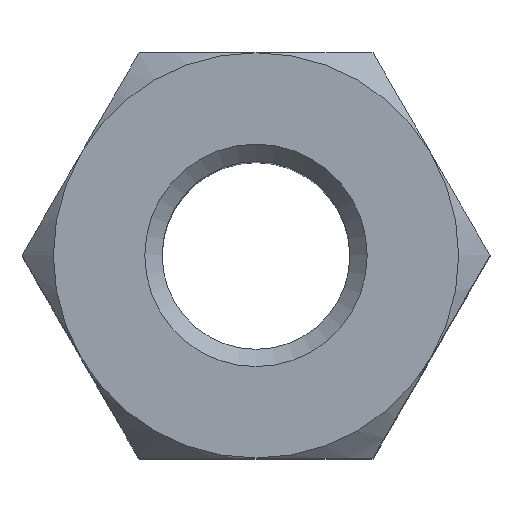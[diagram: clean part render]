
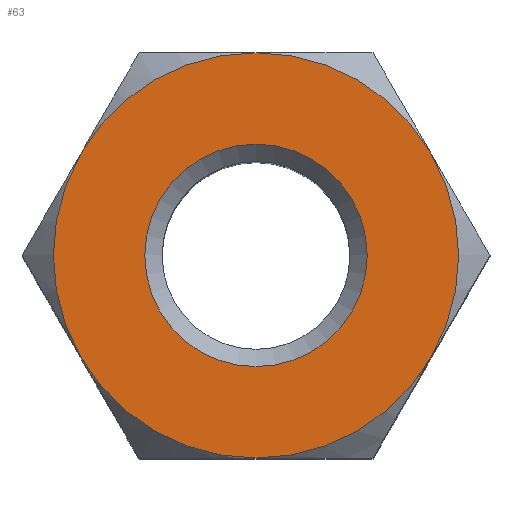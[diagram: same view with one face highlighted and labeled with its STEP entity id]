
A CAD part, top view. The second image highlights one B-rep face of the part: STEP entity #63.
In plain terms, the highlighted planar face has unit normal (0, 0, 1).
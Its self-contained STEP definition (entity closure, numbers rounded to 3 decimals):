
#63 = ADVANCED_FACE( '', ( #137, #138 ), #139, .F. );
#137 = FACE_BOUND( '', #218, .T. );
#138 = FACE_OUTER_BOUND( '', #219, .T. );
#139 = PLANE( '', #220 );
#218 = EDGE_LOOP( '', ( #328 ) );
#219 = EDGE_LOOP( '', ( #329, #330, #331, #332, #333, #334 ) );
#220 = AXIS2_PLACEMENT_3D( '', #335, #336, #337 );
#328 = ORIENTED_EDGE( '', *, *, #459, .T. );
#329 = ORIENTED_EDGE( '', *, *, #481, .T. );
#330 = ORIENTED_EDGE( '', *, *, #451, .T. );
#331 = ORIENTED_EDGE( '', *, *, #455, .T. );
#332 = ORIENTED_EDGE( '', *, *, #482, .T. );
#333 = ORIENTED_EDGE( '', *, *, #483, .T. );
#334 = ORIENTED_EDGE( '', *, *, #484, .T. );
#335 = CARTESIAN_POINT( '', ( 0., 0., 6. ) );
#336 = DIRECTION( '', ( 0., 0., -1. ) );
#337 = DIRECTION( '', ( -1., 0., 0. ) );
#451 = EDGE_CURVE( '', #522, #519, #523, .F. );
#455 = EDGE_CURVE( '', #519, #526, #529, .F. );
#459 = EDGE_CURVE( '', #534, #534, #535, .T. );
#481 = EDGE_CURVE( '', #569, #522, #570, .F. );
#482 = EDGE_CURVE( '', #526, #547, #571, .F. );
#483 = EDGE_CURVE( '', #547, #572, #573, .F. );
#484 = EDGE_CURVE( '', #572, #569, #574, .T. );
#519 = VERTEX_POINT( '', #616 );
#522 = VERTEX_POINT( '', #626 );
#523 = CIRCLE( '', #627, 3.5 );
#526 = VERTEX_POINT( '', #637 );
#529 = CIRCLE( '', #645, 3.5 );
#534 = VERTEX_POINT( '', #657 );
#535 = CIRCLE( '', #658, 1.921 );
#547 = VERTEX_POINT( '', #678 );
#569 = VERTEX_POINT( '', #753 );
#570 = CIRCLE( '', #754, 3.5 );
#571 = CIRCLE( '', #755, 3.5 );
#572 = VERTEX_POINT( '', #756 );
#573 = CIRCLE( '', #757, 3.5 );
#574 = CIRCLE( '', #758, 3.5 );
#616 = CARTESIAN_POINT( '', ( 0., -3.5, 6. ) );
#626 = CARTESIAN_POINT( '', ( -3.031, -1.75, 6. ) );
#627 = AXIS2_PLACEMENT_3D( '', #870, #871, #872 );
#637 = CARTESIAN_POINT( '', ( 3.031, -1.75, 6. ) );
#645 = AXIS2_PLACEMENT_3D( '', #873, #874, #875 );
#657 = CARTESIAN_POINT( '', ( 0., 1.921, 6. ) );
#658 = AXIS2_PLACEMENT_3D( '', #879, #880, #881 );
#678 = CARTESIAN_POINT( '', ( 3.031, 1.75, 6. ) );
#753 = CARTESIAN_POINT( '', ( -3.031, 1.75, 6. ) );
#754 = AXIS2_PLACEMENT_3D( '', #892, #893, #894 );
#755 = AXIS2_PLACEMENT_3D( '', #895, #896, #897 );
#756 = CARTESIAN_POINT( '', ( 0., 3.5, 6. ) );
#757 = AXIS2_PLACEMENT_3D( '', #898, #899, #900 );
#758 = AXIS2_PLACEMENT_3D( '', #901, #902, #903 );
#870 = CARTESIAN_POINT( '', ( 0., 0., 6. ) );
#871 = DIRECTION( '', ( 0., 0., -1. ) );
#872 = DIRECTION( '', ( -1., 0., 0. ) );
#873 = CARTESIAN_POINT( '', ( 0., 0., 6. ) );
#874 = DIRECTION( '', ( 0., 0., -1. ) );
#875 = DIRECTION( '', ( -1., 0., 0. ) );
#879 = CARTESIAN_POINT( '', ( 0., 0., 6. ) );
#880 = DIRECTION( '', ( 0., 0., -1. ) );
#881 = DIRECTION( '', ( 0., 1., 0. ) );
#892 = CARTESIAN_POINT( '', ( 0., 0., 6. ) );
#893 = DIRECTION( '', ( 0., 0., -1. ) );
#894 = DIRECTION( '', ( -1., 0., 0. ) );
#895 = CARTESIAN_POINT( '', ( 0., 0., 6. ) );
#896 = DIRECTION( '', ( 0., 0., -1. ) );
#897 = DIRECTION( '', ( -1., 0., 0. ) );
#898 = CARTESIAN_POINT( '', ( 0., 0., 6. ) );
#899 = DIRECTION( '', ( 0., 0., -1. ) );
#900 = DIRECTION( '', ( -1., 0., 0. ) );
#901 = CARTESIAN_POINT( '', ( 0., 0., 6. ) );
#902 = DIRECTION( '', ( 0., 0., 1. ) );
#903 = DIRECTION( '', ( 1., 0., 0. ) );
